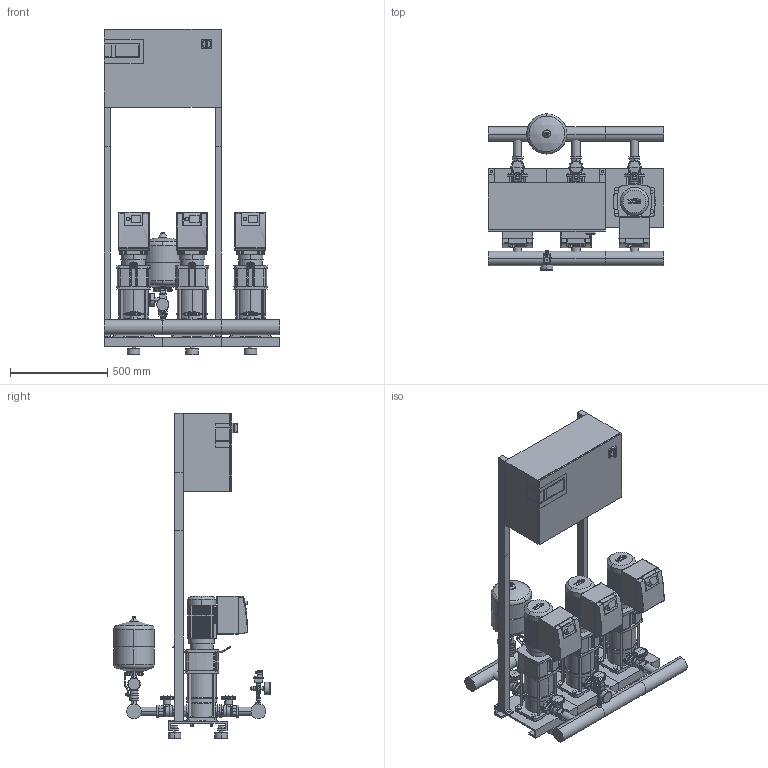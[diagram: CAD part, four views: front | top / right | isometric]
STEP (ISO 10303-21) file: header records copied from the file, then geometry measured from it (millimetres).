
FILE_DESCRIPTION((''),'2;1');
FILE_NAME('3d_COR-3HELIXVE602_K_CCE-01-2539326.stp','2015-10-02T14:57:05',(''),(''),'Mechanical Desktop 2009','Mechanical Desktop 2009',', , ');
FILE_SCHEMA(('CONFIG_CONTROL_DESIGN'));
Length unit declared in the file: millimetre
Products named in the file (1): Product
Bounding box: 900 x 802 x 1670 mm (x, y, z)
Volume: 133995898.7 mm3; surface area: 7133868.5 mm2
Topology: 155 solids, 155 shells, 4360 faces, 11027 edges, 7154 vertices
Faces by surface type: plane 1824, cylinder 1224, bspline 1021, cone 159, torus 86, sphere 46
Entity records: 139961 total; most frequent: CARTESIAN_POINT 35734, ORIENTED_EDGE 21942, DIRECTION 20616, EDGE_CURVE 10971, VERTEX_POINT 7147, VECTOR 6986, LINE 6986, AXIS2_PLACEMENT_3D 6815
